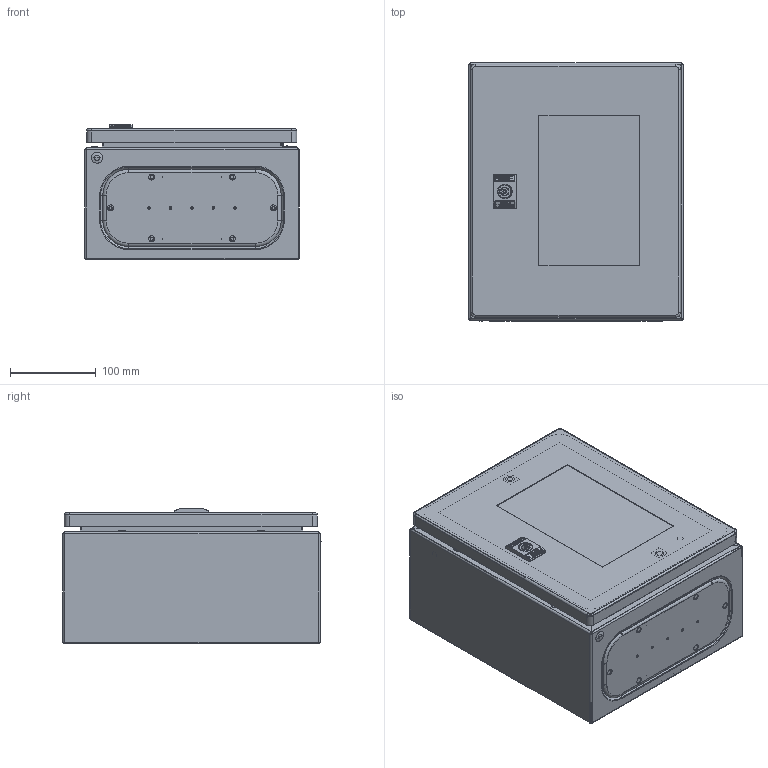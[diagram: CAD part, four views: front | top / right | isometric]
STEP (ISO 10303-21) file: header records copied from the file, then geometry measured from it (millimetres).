
FILE_DESCRIPTION(('STEP AP242'),'1');
FILE_NAME('nsycrn325150t.stp','2021-09-26T10:53:48',('TraceParts'),('TraceParts S.A.'),'Spatial InterOp 3D',' ',' ');
FILE_SCHEMA(('AP242_MANAGED_MODEL_BASED_3D_ENGINEERING_MIM_LF {1 0 10303 442 1 1 4}'));
Length unit declared in the file: millimetre
Products named in the file (1): NSYCRN325150T_ASM|BODY_CRN3025_150#BODY_CRN3025_150;BODY_CRN3025_150
Bounding box: 250 x 301.2 x 157.31 mm (x, y, z)
Volume: 643810.7 mm3; surface area: 773325.5 mm2
Topology: 5 solids, 17 shells, 2498 faces, 6504 edges, 4027 vertices
Faces by surface type: plane 945, cylinder 681, cone 276, torus 256, extrusion 146, bspline 116, sphere 76, revolution 2
Entity records: 85752 total; most frequent: CARTESIAN_POINT 25202, ORIENTED_EDGE 12838, DIRECTION 12418, EDGE_CURVE 6419, AXIS2_PLACEMENT_3D 4524, VERTEX_POINT 4027, VECTOR 3368, LINE 3222
